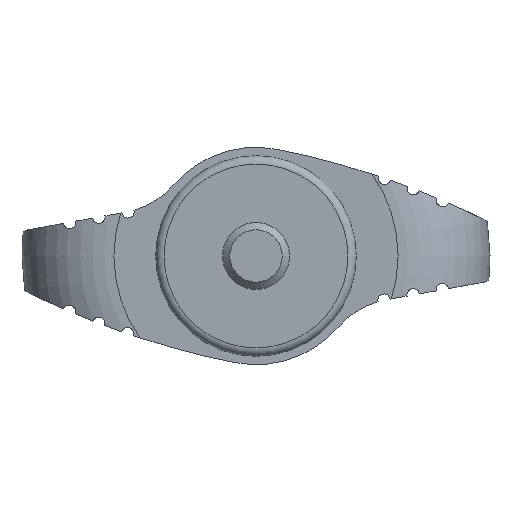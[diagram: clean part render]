
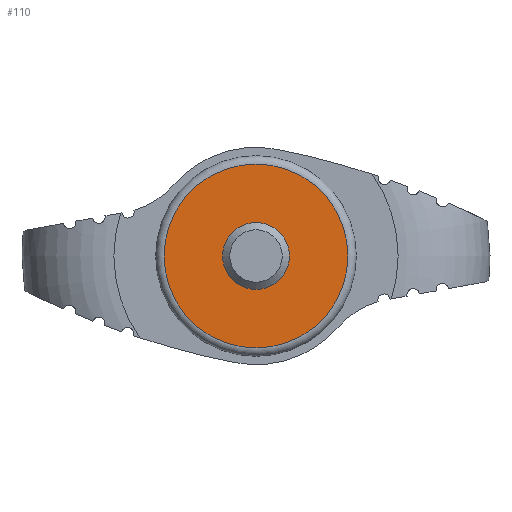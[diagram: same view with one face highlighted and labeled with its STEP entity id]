
A CAD part, front view. The second image highlights one B-rep face of the part: STEP entity #110.
In plain terms, the highlighted planar face has unit normal (0, -1, 0).
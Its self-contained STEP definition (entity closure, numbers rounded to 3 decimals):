
#110 = ADVANCED_FACE( '', ( #242, #243 ), #244, .F. );
#242 = FACE_BOUND( '', #395, .T. );
#243 = FACE_OUTER_BOUND( '', #396, .T. );
#244 = PLANE( '', #397 );
#395 = EDGE_LOOP( '', ( #664 ) );
#396 = EDGE_LOOP( '', ( #665 ) );
#397 = AXIS2_PLACEMENT_3D( '', #666, #667, #668 );
#664 = ORIENTED_EDGE( '', *, *, #992, .F. );
#665 = ORIENTED_EDGE( '', *, *, #993, .T. );
#666 = CARTESIAN_POINT( '', ( 5.5, 0., 0. ) );
#667 = DIRECTION( '', ( 0., 1., 0. ) );
#668 = DIRECTION( '', ( 0., 0., 1. ) );
#992 = EDGE_CURVE( '', #1214, #1214, #1215, .F. );
#993 = EDGE_CURVE( '', #1216, #1216, #1217, .T. );
#1214 = VERTEX_POINT( '', #1698 );
#1215 = CIRCLE( '', #1699, 2. );
#1216 = VERTEX_POINT( '', #1700 );
#1217 = CIRCLE( '', #1701, 5.5 );
#1698 = CARTESIAN_POINT( '', ( 0., 0., 2. ) );
#1699 = AXIS2_PLACEMENT_3D( '', #2002, #2003, #2004 );
#1700 = CARTESIAN_POINT( '', ( 0., 0., -5.5 ) );
#1701 = AXIS2_PLACEMENT_3D( '', #2005, #2006, #2007 );
#2002 = CARTESIAN_POINT( '', ( 0., 0., 0. ) );
#2003 = DIRECTION( '', ( 0., 1., 0. ) );
#2004 = DIRECTION( '', ( 0., 0., 1. ) );
#2005 = CARTESIAN_POINT( '', ( 0., 0., 0. ) );
#2006 = DIRECTION( '', ( 0., -1., 0. ) );
#2007 = DIRECTION( '', ( 0., 0., -1. ) );
